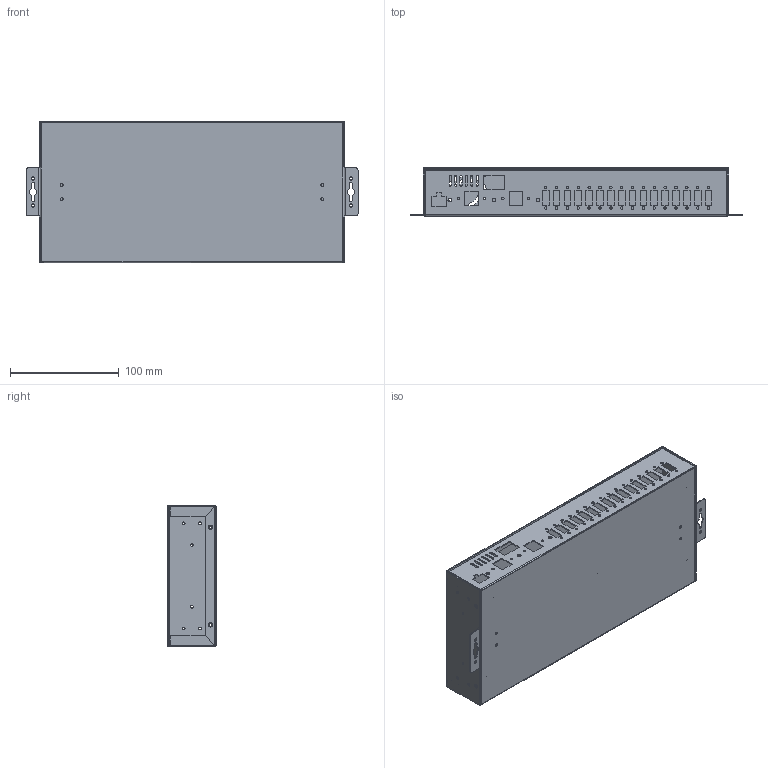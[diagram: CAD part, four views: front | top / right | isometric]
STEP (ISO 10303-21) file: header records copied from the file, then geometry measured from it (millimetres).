
FILE_DESCRIPTION(/* description */ (''),/* implementation_level */ '2;1');
FILE_NAME(/* name */ 'USB3-16U1 Assembly.stp',/* time_stamp */ '2019-01-14T13:12:27-05:00',/* author */ ('Kieran'),/* organization */ (''),/* preprocessor_version */ 'ST-DEVELOPER v16.13',/* originating_system */ 'Autodesk Inventor 2018',/* authorisation */ '');
FILE_SCHEMA (('AUTOMOTIVE_DESIGN { 1 0 10303 214 3 1 1 }'));
Length unit declared in the file: millimetre
Products named in the file (3): USB3-16U1 Assembly; 16U1 Base; 16u1Top
Assembly tree (2 placements, depth 2):
  USB3-16U1 Assembly
    16U1 Base
    16u1Top
Bounding box: 306 x 44.52 x 130.12 mm (x, y, z)
Volume: 114474.1 mm3; surface area: 232420.2 mm2
Topology: 2 solids, 2 shells, 545 faces, 1448 edges, 925 vertices
Faces by surface type: plane 282, cylinder 168, bspline 77, cone 18
Full cylindrical faces by diameter (mm): 2.25 x36, 2.459 x25, 3 x10, 3.5 x3, 5.25 x5
Entity records: 19275 total; most frequent: CARTESIAN_POINT 5890, ORIENTED_EDGE 2696, DIRECTION 2490, EDGE_CURVE 1348, VERTEX_POINT 920, EDGE_LOOP 868, LINE 850, VECTOR 850
